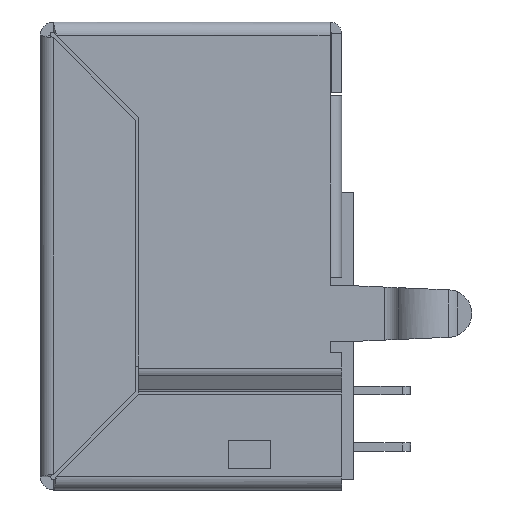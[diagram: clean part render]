
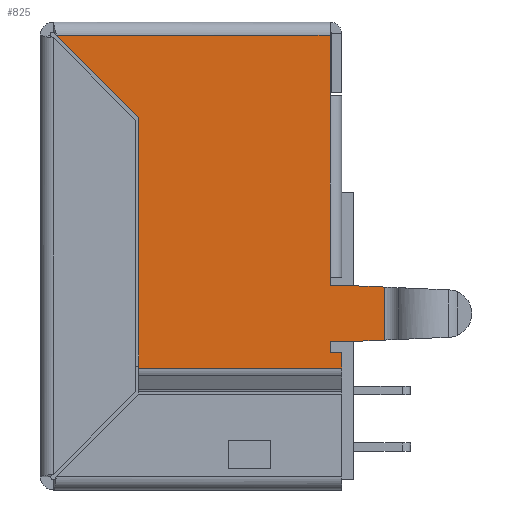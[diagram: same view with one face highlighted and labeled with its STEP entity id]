
A CAD part, left-side view. The second image highlights one B-rep face of the part: STEP entity #825.
In plain terms, the highlighted planar face has unit normal (-1, 0, 0).
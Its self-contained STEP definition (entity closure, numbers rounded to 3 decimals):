
#825 = ADVANCED_FACE('',(#826),#948,.F.);
#826 = FACE_BOUND('',#827,.T.);
#827 = EDGE_LOOP('',(#828,#838,#846,#854,#862,#870,#878,#886,#894,#902,
    #910,#918,#926,#934,#942));
#828 = ORIENTED_EDGE('',*,*,#829,.T.);
#829 = EDGE_CURVE('',#830,#832,#834,.T.);
#830 = VERTEX_POINT('',#831);
#831 = CARTESIAN_POINT('',(-44.04,-1.07,-4.865));
#832 = VERTEX_POINT('',#833);
#833 = CARTESIAN_POINT('',(-44.04,-1.07,-2.995));
#834 = LINE('',#835,#836);
#835 = CARTESIAN_POINT('',(-44.04,-1.07,-4.93));
#836 = VECTOR('',#837,1.);
#837 = DIRECTION('',(0.,0.,1.));
#838 = ORIENTED_EDGE('',*,*,#839,.T.);
#839 = EDGE_CURVE('',#832,#840,#842,.T.);
#840 = VERTEX_POINT('',#841);
#841 = CARTESIAN_POINT('',(-44.04,0.43,-2.93));
#842 = LINE('',#843,#844);
#843 = CARTESIAN_POINT('',(-44.04,0.834,-2.912));
#844 = VECTOR('',#845,1.);
#845 = DIRECTION('',(0.,0.999,
    0.044));
#846 = ORIENTED_EDGE('',*,*,#847,.T.);
#847 = EDGE_CURVE('',#840,#848,#850,.T.);
#848 = VERTEX_POINT('',#849);
#849 = CARTESIAN_POINT('',(-44.04,0.84,-2.93));
#850 = LINE('',#851,#852);
#851 = CARTESIAN_POINT('',(-44.04,0.84,-2.93));
#852 = VECTOR('',#853,1.);
#853 = DIRECTION('',(-0.,1.,-0.));
#854 = ORIENTED_EDGE('',*,*,#855,.T.);
#855 = EDGE_CURVE('',#848,#856,#858,.T.);
#856 = VERTEX_POINT('',#857);
#857 = CARTESIAN_POINT('',(-44.04,0.84,-2.65));
#858 = LINE('',#859,#860);
#859 = CARTESIAN_POINT('',(-44.04,0.84,6.35));
#860 = VECTOR('',#861,1.);
#861 = DIRECTION('',(0.,0.,1.));
#862 = ORIENTED_EDGE('',*,*,#863,.T.);
#863 = EDGE_CURVE('',#856,#864,#866,.T.);
#864 = VERTEX_POINT('',#865);
#865 = CARTESIAN_POINT('',(-44.04,0.84,3.75));
#866 = LINE('',#867,#868);
#867 = CARTESIAN_POINT('',(-44.04,0.84,-2.65));
#868 = VECTOR('',#869,1.);
#869 = DIRECTION('',(-0.,-0.,1.));
#870 = ORIENTED_EDGE('',*,*,#871,.T.);
#871 = EDGE_CURVE('',#864,#872,#874,.T.);
#872 = VERTEX_POINT('',#873);
#873 = CARTESIAN_POINT('',(-44.04,0.84,5.89));
#874 = LINE('',#875,#876);
#875 = CARTESIAN_POINT('',(-44.04,0.84,6.35));
#876 = VECTOR('',#877,1.);
#877 = DIRECTION('',(0.,0.,1.));
#878 = ORIENTED_EDGE('',*,*,#879,.F.);
#879 = EDGE_CURVE('',#880,#872,#882,.T.);
#880 = VERTEX_POINT('',#881);
#881 = CARTESIAN_POINT('',(-44.04,10.49,5.89));
#882 = LINE('',#883,#884);
#883 = CARTESIAN_POINT('',(-44.04,0.84,5.89));
#884 = VECTOR('',#885,1.);
#885 = DIRECTION('',(0.,-1.,0.));
#886 = ORIENTED_EDGE('',*,*,#887,.T.);
#887 = EDGE_CURVE('',#880,#888,#890,.T.);
#888 = VERTEX_POINT('',#889);
#889 = CARTESIAN_POINT('',(-44.04,7.59,2.99));
#890 = LINE('',#891,#892);
#891 = CARTESIAN_POINT('',(-44.04,5.69,1.09));
#892 = VECTOR('',#893,1.);
#893 = DIRECTION('',(0.,-0.707,-0.707
    ));
#894 = ORIENTED_EDGE('',*,*,#895,.T.);
#895 = EDGE_CURVE('',#888,#896,#898,.T.);
#896 = VERTEX_POINT('',#897);
#897 = CARTESIAN_POINT('',(-44.04,7.59,-5.85));
#898 = LINE('',#899,#900);
#899 = CARTESIAN_POINT('',(-44.04,7.59,6.35));
#900 = VECTOR('',#901,1.);
#901 = DIRECTION('',(0.,0.,-1.));
#902 = ORIENTED_EDGE('',*,*,#903,.T.);
#903 = EDGE_CURVE('',#896,#904,#906,.T.);
#904 = VERTEX_POINT('',#905);
#905 = CARTESIAN_POINT('',(-44.04,0.43,-5.85));
#906 = LINE('',#907,#908);
#907 = CARTESIAN_POINT('',(-44.04,0.43,-5.85));
#908 = VECTOR('',#909,1.);
#909 = DIRECTION('',(0.,-1.,0.));
#910 = ORIENTED_EDGE('',*,*,#911,.T.);
#911 = EDGE_CURVE('',#904,#912,#914,.T.);
#912 = VERTEX_POINT('',#913);
#913 = CARTESIAN_POINT('',(-44.04,0.43,-5.29));
#914 = LINE('',#915,#916);
#915 = CARTESIAN_POINT('',(-44.04,0.43,-5.29));
#916 = VECTOR('',#917,1.);
#917 = DIRECTION('',(0.,0.,1.));
#918 = ORIENTED_EDGE('',*,*,#919,.T.);
#919 = EDGE_CURVE('',#912,#920,#922,.T.);
#920 = VERTEX_POINT('',#921);
#921 = CARTESIAN_POINT('',(-44.04,0.84,-5.29));
#922 = LINE('',#923,#924);
#923 = CARTESIAN_POINT('',(-44.04,0.84,-5.29));
#924 = VECTOR('',#925,1.);
#925 = DIRECTION('',(-0.,1.,-0.));
#926 = ORIENTED_EDGE('',*,*,#927,.T.);
#927 = EDGE_CURVE('',#920,#928,#930,.T.);
#928 = VERTEX_POINT('',#929);
#929 = CARTESIAN_POINT('',(-44.04,0.84,-4.93));
#930 = LINE('',#931,#932);
#931 = CARTESIAN_POINT('',(-44.04,0.84,6.35));
#932 = VECTOR('',#933,1.);
#933 = DIRECTION('',(0.,0.,1.));
#934 = ORIENTED_EDGE('',*,*,#935,.T.);
#935 = EDGE_CURVE('',#928,#936,#938,.T.);
#936 = VERTEX_POINT('',#937);
#937 = CARTESIAN_POINT('',(-44.04,0.43,-4.93));
#938 = LINE('',#939,#940);
#939 = CARTESIAN_POINT('',(-44.04,0.84,-4.93));
#940 = VECTOR('',#941,1.);
#941 = DIRECTION('',(0.,-1.,0.));
#942 = ORIENTED_EDGE('',*,*,#943,.T.);
#943 = EDGE_CURVE('',#936,#830,#944,.T.);
#944 = LINE('',#945,#946);
#945 = CARTESIAN_POINT('',(-44.04,-0.062,-4.909));
#946 = VECTOR('',#947,1.);
#947 = DIRECTION('',(0.,-0.999,
    0.044));
#948 = PLANE('',#949);
#949 = AXIS2_PLACEMENT_3D('',#950,#951,#952);
#950 = CARTESIAN_POINT('',(-44.04,0.43,6.35));
#951 = DIRECTION('',(1.,0.,0.));
#952 = DIRECTION('',(0.,0.,-1.));
